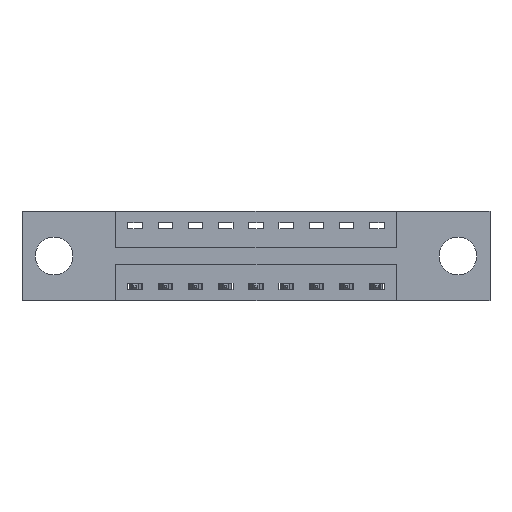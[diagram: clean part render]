
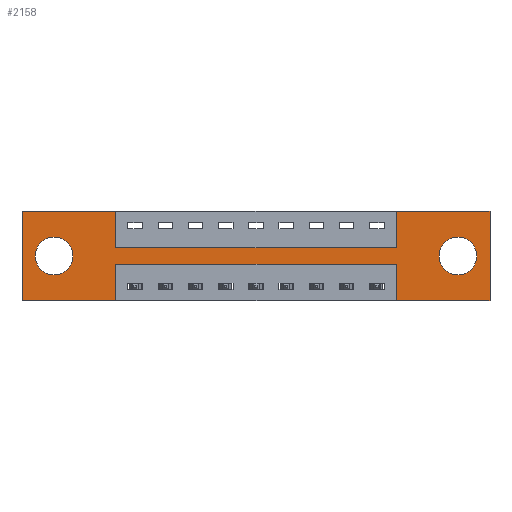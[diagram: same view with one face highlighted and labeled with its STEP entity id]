
A CAD part, front view. The second image highlights one B-rep face of the part: STEP entity #2158.
In plain terms, the highlighted planar face has unit normal (0, -1, 0).
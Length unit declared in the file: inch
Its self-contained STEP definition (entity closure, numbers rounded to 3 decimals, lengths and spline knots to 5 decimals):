
#23 = ORIENTED_EDGE ( 'NONE', *, *, #8122, .F. ) ;
#43 = DIRECTION ( 'NONE',  ( 0., 0., -1. ) ) ;
#63 = EDGE_CURVE ( 'NONE', #9770, #3781, #339, .T. ) ;
#200 = CARTESIAN_POINT ( 'NONE',  ( 1.8025, 0., -0.185 ) ) ;
#279 = CARTESIAN_POINT ( 'NONE',  ( 0., 0., 0. ) ) ;
#322 = AXIS2_PLACEMENT_3D ( 'NONE', #6876, #3919, #9238 ) ;
#339 = LINE ( 'NONE', #2296, #4363 ) ;
#525 = ORIENTED_EDGE ( 'NONE', *, *, #8731, .F. ) ;
#533 = VERTEX_POINT ( 'NONE', #7017 ) ;
#562 = DIRECTION ( 'NONE',  ( 0., 0., -1. ) ) ;
#611 = EDGE_CURVE ( 'NONE', #9309, #3275, #8750, .T. ) ;
#618 = DIRECTION ( 'NONE',  ( -1., 0., 0. ) ) ;
#637 = CARTESIAN_POINT ( 'NONE',  ( 0.1325, 0., -0.185 ) ) ;
#649 = LINE ( 'NONE', #3686, #8696 ) ;
#778 = DIRECTION ( 'NONE',  ( 1., 0., 0. ) ) ;
#855 = CIRCLE ( 'NONE', #9198, 0.078 ) ;
#882 = CARTESIAN_POINT ( 'NONE',  ( 1.5475, 0., -0.37 ) ) ;
#886 = CARTESIAN_POINT ( 'NONE',  ( 0.3875, 0., -0.15 ) ) ;
#1033 = DIRECTION ( 'NONE',  ( 0., 0., -1. ) ) ;
#1066 = ORIENTED_EDGE ( 'NONE', *, *, #7113, .F. ) ;
#1126 = VERTEX_POINT ( 'NONE', #9260 ) ;
#1168 = EDGE_CURVE ( 'NONE', #9460, #2578, #1486, .T. ) ;
#1256 = EDGE_CURVE ( 'NONE', #533, #4440, #4963, .T. ) ;
#1379 = LINE ( 'NONE', #6233, #9371 ) ;
#1446 = ORIENTED_EDGE ( 'NONE', *, *, #8973, .F. ) ;
#1468 = DIRECTION ( 'NONE',  ( 0., 0., 1. ) ) ;
#1486 = CIRCLE ( 'NONE', #7913, 0.078 ) ;
#1543 = DIRECTION ( 'NONE',  ( 0., 0., 1. ) ) ;
#1566 = ORIENTED_EDGE ( 'NONE', *, *, #1256, .F. ) ;
#1599 = EDGE_CURVE ( 'NONE', #3275, #9309, #3362, .T. ) ;
#1653 = ORIENTED_EDGE ( 'NONE', *, *, #611, .T. ) ;
#1703 = DIRECTION ( 'NONE',  ( 1., 0., 0. ) ) ;
#1898 = ORIENTED_EDGE ( 'NONE', *, *, #2418, .T. ) ;
#2024 = CARTESIAN_POINT ( 'NONE',  ( 1.8025, 0., -0.263 ) ) ;
#2158 = ADVANCED_FACE ( 'NONE', ( #7297, #5283, #9084 ), #3119, .T. ) ;
#2192 = ORIENTED_EDGE ( 'NONE', *, *, #7601, .F. ) ;
#2258 = CARTESIAN_POINT ( 'NONE',  ( 0., 0., 0. ) ) ;
#2296 = CARTESIAN_POINT ( 'NONE',  ( 0.3875, 0., -0.37 ) ) ;
#2418 = EDGE_CURVE ( 'NONE', #2578, #9460, #855, .T. ) ;
#2578 = VERTEX_POINT ( 'NONE', #2024 ) ;
#2697 = CARTESIAN_POINT ( 'NONE',  ( 0.3875, 0., 0. ) ) ;
#2795 = EDGE_CURVE ( 'NONE', #3781, #7975, #3985, .T. ) ;
#3119 = PLANE ( 'NONE',  #322 ) ;
#3134 = LINE ( 'NONE', #10032, #5208 ) ;
#3173 = VERTEX_POINT ( 'NONE', #2697 ) ;
#3275 = VERTEX_POINT ( 'NONE', #4369 ) ;
#3362 = CIRCLE ( 'NONE', #5018, 0.078 ) ;
#3367 = CARTESIAN_POINT ( 'NONE',  ( 0.3875, 0., -0.37 ) ) ;
#3374 = VECTOR ( 'NONE', #6567, 39.37008 ) ;
#3507 = LINE ( 'NONE', #7392, #3742 ) ;
#3686 = CARTESIAN_POINT ( 'NONE',  ( 0., 0., -0.37 ) ) ;
#3742 = VECTOR ( 'NONE', #5126, 39.37008 ) ;
#3750 = CARTESIAN_POINT ( 'NONE',  ( 0., 0., -0.37 ) ) ;
#3781 = VERTEX_POINT ( 'NONE', #3367 ) ;
#3855 = LINE ( 'NONE', #8927, #7416 ) ;
#3880 = CARTESIAN_POINT ( 'NONE',  ( 1.5475, 0., -0.37 ) ) ;
#3919 = DIRECTION ( 'NONE',  ( 0., -1., 0. ) ) ;
#3985 = LINE ( 'NONE', #5385, #6257 ) ;
#4026 = EDGE_LOOP ( 'NONE', ( #1653, #6857 ) ) ;
#4363 = VECTOR ( 'NONE', #5761, 39.37008 ) ;
#4369 = CARTESIAN_POINT ( 'NONE',  ( 0.1325, 0., -0.263 ) ) ;
#4422 = VERTEX_POINT ( 'NONE', #2258 ) ;
#4430 = DIRECTION ( 'NONE',  ( 0., 1., 0. ) ) ;
#4440 = VERTEX_POINT ( 'NONE', #8415 ) ;
#4461 = DIRECTION ( 'NONE',  ( -1., 0., 0. ) ) ;
#4730 = DIRECTION ( 'NONE',  ( 0., 0., 1. ) ) ;
#4906 = EDGE_CURVE ( 'NONE', #9705, #9398, #649, .T. ) ;
#4963 = LINE ( 'NONE', #279, #3374 ) ;
#5018 = AXIS2_PLACEMENT_3D ( 'NONE', #637, #6162, #1468 ) ;
#5126 = DIRECTION ( 'NONE',  ( 0., 0., 1. ) ) ;
#5201 = EDGE_LOOP ( 'NONE', ( #9453, #6628, #9969, #5644, #9548, #1566, #23, #2192, #1066, #525, #1446, #7878 ) ) ;
#5208 = VECTOR ( 'NONE', #778, 39.37008 ) ;
#5283 = FACE_BOUND ( 'NONE', #4026, .T. ) ;
#5380 = DIRECTION ( 'NONE',  ( 0., 0., -1. ) ) ;
#5385 = CARTESIAN_POINT ( 'NONE',  ( 0., 0., -0.37 ) ) ;
#5644 = ORIENTED_EDGE ( 'NONE', *, *, #4906, .F. ) ;
#5761 = DIRECTION ( 'NONE',  ( 0., 0., -1. ) ) ;
#5766 = DIRECTION ( 'NONE',  ( 0., 1., 0. ) ) ;
#6104 = CARTESIAN_POINT ( 'NONE',  ( 1.5475, 0., -0.15 ) ) ;
#6133 = CARTESIAN_POINT ( 'NONE',  ( 1.935, 0., 0. ) ) ;
#6162 = DIRECTION ( 'NONE',  ( 0., 1., 0. ) ) ;
#6233 = CARTESIAN_POINT ( 'NONE',  ( 1.5475, 0., 0. ) ) ;
#6257 = VECTOR ( 'NONE', #618, 39.37008 ) ;
#6273 = CARTESIAN_POINT ( 'NONE',  ( 0.1325, 0., -0.107 ) ) ;
#6314 = VERTEX_POINT ( 'NONE', #7506 ) ;
#6434 = EDGE_CURVE ( 'NONE', #4440, #9705, #9143, .T. ) ;
#6567 = DIRECTION ( 'NONE',  ( 1., 0., 0. ) ) ;
#6628 = ORIENTED_EDGE ( 'NONE', *, *, #9655, .F. ) ;
#6686 = CARTESIAN_POINT ( 'NONE',  ( 1.935, 0., -0.37 ) ) ;
#6857 = ORIENTED_EDGE ( 'NONE', *, *, #1599, .T. ) ;
#6876 = CARTESIAN_POINT ( 'NONE',  ( 0., 0., -0.37 ) ) ;
#7017 = CARTESIAN_POINT ( 'NONE',  ( 1.5475, 0., 0. ) ) ;
#7113 = EDGE_CURVE ( 'NONE', #3173, #6314, #9927, .T. ) ;
#7297 = FACE_BOUND ( 'NONE', #9127, .T. ) ;
#7392 = CARTESIAN_POINT ( 'NONE',  ( 0., 0., 0. ) ) ;
#7416 = VECTOR ( 'NONE', #8143, 39.37008 ) ;
#7454 = VECTOR ( 'NONE', #562, 39.37008 ) ;
#7506 = CARTESIAN_POINT ( 'NONE',  ( 0.3875, 0., -0.15 ) ) ;
#7554 = CARTESIAN_POINT ( 'NONE',  ( 1.8025, 0., -0.185 ) ) ;
#7601 = EDGE_CURVE ( 'NONE', #6314, #9158, #10058, .T. ) ;
#7666 = VECTOR ( 'NONE', #9200, 39.37008 ) ;
#7878 = ORIENTED_EDGE ( 'NONE', *, *, #2795, .F. ) ;
#7887 = CARTESIAN_POINT ( 'NONE',  ( 0.1325, 0., -0.185 ) ) ;
#7913 = AXIS2_PLACEMENT_3D ( 'NONE', #7554, #9996, #43 ) ;
#7975 = VERTEX_POINT ( 'NONE', #3750 ) ;
#8122 = EDGE_CURVE ( 'NONE', #9158, #533, #1379, .T. ) ;
#8143 = DIRECTION ( 'NONE',  ( -1., 0., 0. ) ) ;
#8415 = CARTESIAN_POINT ( 'NONE',  ( 1.935, 0., 0. ) ) ;
#8649 = EDGE_CURVE ( 'NONE', #9398, #1126, #9912, .T. ) ;
#8696 = VECTOR ( 'NONE', #4461, 39.37008 ) ;
#8731 = EDGE_CURVE ( 'NONE', #4422, #3173, #3134, .T. ) ;
#8750 = CIRCLE ( 'NONE', #9181, 0.078 ) ;
#8927 = CARTESIAN_POINT ( 'NONE',  ( 0.3875, 0., -0.22 ) ) ;
#8973 = EDGE_CURVE ( 'NONE', #7975, #4422, #3507, .T. ) ;
#9051 = CARTESIAN_POINT ( 'NONE',  ( 0.3875, 0., -0.22 ) ) ;
#9084 = FACE_OUTER_BOUND ( 'NONE', #5201, .T. ) ;
#9127 = EDGE_LOOP ( 'NONE', ( #9802, #1898 ) ) ;
#9143 = LINE ( 'NONE', #6133, #9388 ) ;
#9158 = VERTEX_POINT ( 'NONE', #6104 ) ;
#9181 = AXIS2_PLACEMENT_3D ( 'NONE', #7887, #4430, #4730 ) ;
#9198 = AXIS2_PLACEMENT_3D ( 'NONE', #200, #5766, #1033 ) ;
#9200 = DIRECTION ( 'NONE',  ( 0., 0., 1. ) ) ;
#9238 = DIRECTION ( 'NONE',  ( 0., 0., -1. ) ) ;
#9260 = CARTESIAN_POINT ( 'NONE',  ( 1.5475, 0., -0.22 ) ) ;
#9309 = VERTEX_POINT ( 'NONE', #6273 ) ;
#9371 = VECTOR ( 'NONE', #1543, 39.37008 ) ;
#9388 = VECTOR ( 'NONE', #5380, 39.37008 ) ;
#9398 = VERTEX_POINT ( 'NONE', #882 ) ;
#9453 = ORIENTED_EDGE ( 'NONE', *, *, #63, .F. ) ;
#9460 = VERTEX_POINT ( 'NONE', #9487 ) ;
#9487 = CARTESIAN_POINT ( 'NONE',  ( 1.8025, 0., -0.107 ) ) ;
#9548 = ORIENTED_EDGE ( 'NONE', *, *, #6434, .F. ) ;
#9655 = EDGE_CURVE ( 'NONE', #1126, #9770, #3855, .T. ) ;
#9705 = VERTEX_POINT ( 'NONE', #6686 ) ;
#9770 = VERTEX_POINT ( 'NONE', #9051 ) ;
#9802 = ORIENTED_EDGE ( 'NONE', *, *, #1168, .T. ) ;
#9818 = VECTOR ( 'NONE', #1703, 39.37008 ) ;
#9837 = CARTESIAN_POINT ( 'NONE',  ( 0.3875, 0., 0. ) ) ;
#9912 = LINE ( 'NONE', #3880, #7666 ) ;
#9927 = LINE ( 'NONE', #9837, #7454 ) ;
#9969 = ORIENTED_EDGE ( 'NONE', *, *, #8649, .F. ) ;
#9996 = DIRECTION ( 'NONE',  ( 0., 1., 0. ) ) ;
#10032 = CARTESIAN_POINT ( 'NONE',  ( 0., 0., 0. ) ) ;
#10058 = LINE ( 'NONE', #886, #9818 ) ;
